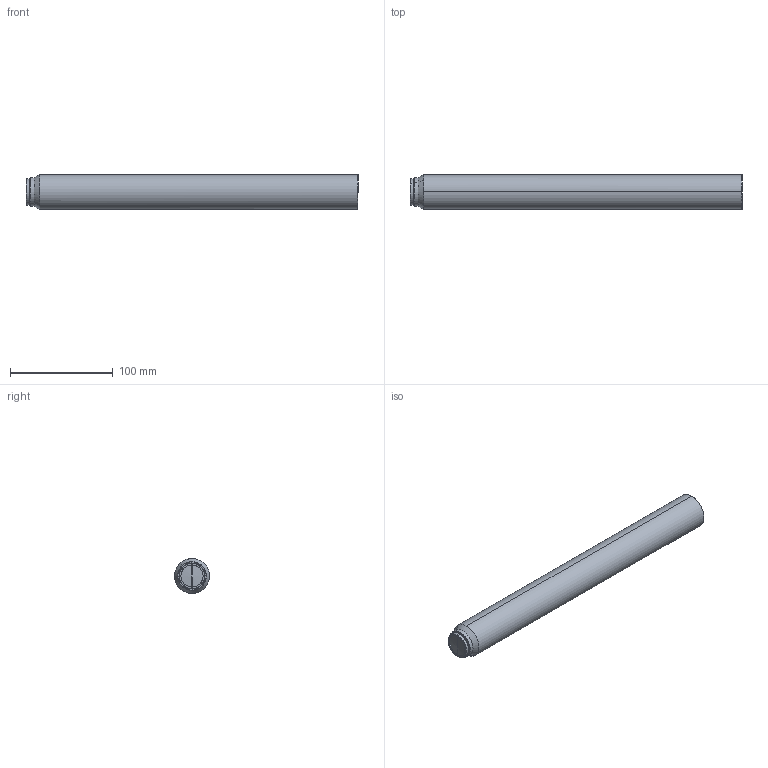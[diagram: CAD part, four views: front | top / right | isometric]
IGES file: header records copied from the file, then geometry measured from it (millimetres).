
Start section: SolidWorks IGES file using analytic representation for surfaces
Global section: file name: WH10-270A-110D.IGS; native system: SolidWorks 2017; preprocessor: SolidWorks 2017; author: Frank-Luo; date: 190924.093422; units: millimetre
Bounding box: 323.61 x 34 x 34 mm (x, y, z)
Surface area: 36075 mm2 (no closed solid volume)
Topology: 0 solids, 0 shells, 28 faces, 464 edges, 460 vertices
Faces by surface type: revolution 24, bspline 4
